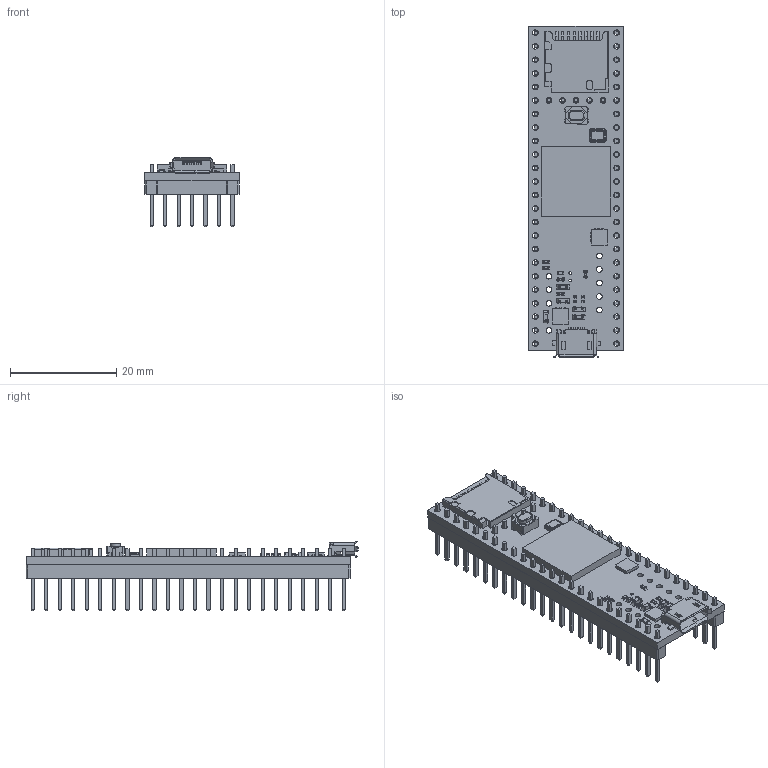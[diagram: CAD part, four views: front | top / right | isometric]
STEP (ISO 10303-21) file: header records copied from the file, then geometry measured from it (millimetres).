
FILE_DESCRIPTION(/* description */ (''),/* implementation_level */ '2;1');
FILE_NAME(/* name */ 'Teensy_3.6.step',/* time_stamp */ '2020-12-04T20:13:24-07:00',/* author */ (''),/* organization */ (''),/* preprocessor_version */ 'ST-DEVELOPER v18.1',/* originating_system */ 'Autodesk Translation Framework v9.3.0.1241',/* authorisation */ '');
FILE_SCHEMA (('AUTOMOTIVE_DESIGN { 1 0 10303 214 3 1 1 }'));
Products named in the file (39): Teensy 3.5 - 3.6; micro_usb (1); micro_usb_plastic (1); micro_usb_shell (1); #59554; qfp16 v2 (1); package; lead (1); wson-6 v3; Component28; lead (2); cap0402 v2 (1); smt_led_0805 v2; cap0603_03 v3; diode_0402 v1; cap0402 v2; resistor_0603 v3; smt_tactile_button_2 v2; Component43; Component44; Component45; Component46; Full Board; Component37; qfp16 v2; Component21; lead; crystal_dfn4 v8; Component38; Component39; Component40; Component41; HR5 DM3D Micro SD Card v4; Base; Pins; Component2; Case; Component38 (1); Component39 (1)
Assembly tree (61 placements, depth 4):
  Teensy 3.5 - 3.6
    micro_usb (1)
      #59554  x5
      micro_usb_plastic (1)
      micro_usb_shell (1)
    qfp16 v2 (1)
      package
      lead (1)
    wson-6 v3
      Component28
      lead (2)
    diode_0402 v1  x4
    cap0603_03 v3  x5
    cap0402 v2 (1)  x2
    smt_led_0805 v2
    cap0402 v2  x5
    resistor_0603 v3
    smt_tactile_button_2 v2
      Component43
      Component44
      Component45
      Component46
    Full Board
    Component37
    qfp16 v2
      Component21
      lead
    crystal_dfn4 v8
      Component38
      Component39
      Component40
      Component41
    HR5 DM3D Micro SD Card v4
      Base
      Pins
        Component2  x8
      Case
    Component38 (1)
    Component39 (1)
Bounding box: 17.78 x 62.36 x 13.14 mm (x, y, z)
Volume: 3006.2 mm3; surface area: 7520.6 mm2
Topology: 173 solids, 173 shells, 3027 faces, 6997 edges, 4286 vertices
Faces by surface type: plane 1728, cylinder 848, bspline 247, sphere 196, torus 6, cone 2
Full cylindrical faces by diameter (mm): 0.5 x2, 1.065 x115
Entity records: 59634 total; most frequent: CARTESIAN_POINT 15155, ORIENTED_EDGE 8754, DIRECTION 8743, EDGE_CURVE 4377, LINE 3403, VECTOR 3403, VERTEX_POINT 2752, AXIS2_PLACEMENT_3D 2670
